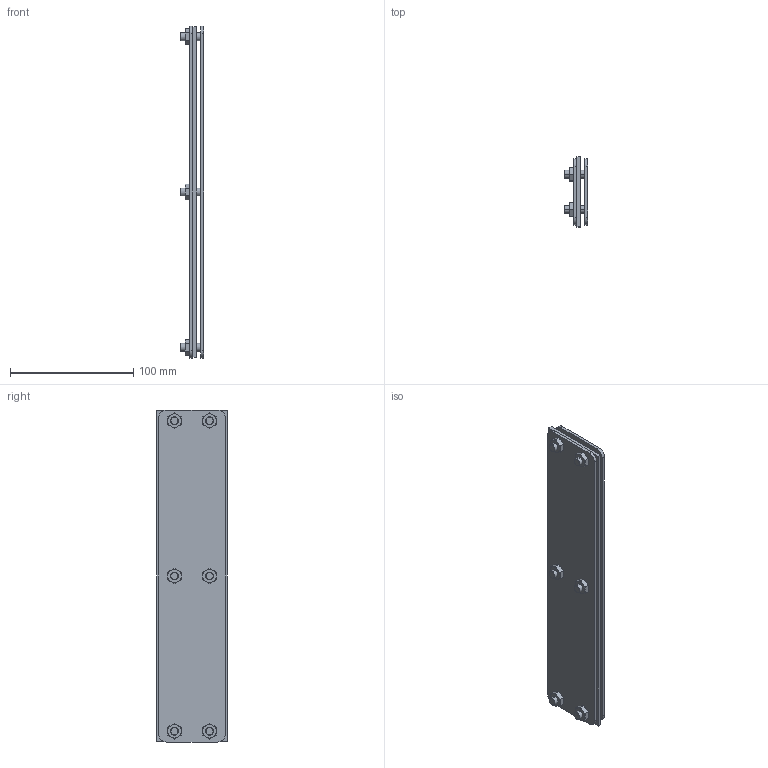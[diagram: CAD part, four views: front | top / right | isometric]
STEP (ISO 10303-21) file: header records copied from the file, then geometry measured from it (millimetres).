
FILE_DESCRIPTION (( 'STEP AP203' ), '1' );
FILE_NAME ('BPAK_Default.step', '2019-11-12T21:02:13', ( '' ), ( '' ), 'SwSTEP 2.0', 'SolidWorks 2019', '' );
FILE_SCHEMA (( 'CONFIG_CONTROL_DESIGN' ));
Length unit declared in the file: inch
Products named in the file (1): BPAK_Default
Bounding box: 19.05 x 57.15 x 269.88 mm (x, y, z)
Volume: 91610 mm3; surface area: 81040.2 mm2
Topology: 15 solids, 15 shells, 254 faces, 564 edges, 346 vertices
Faces by surface type: cone 90, plane 88, cylinder 76
Entity records: 7277 total; most frequent: CARTESIAN_POINT 1597, DIRECTION 1172, ORIENTED_EDGE 1128, EDGE_CURVE 564, AXIS2_PLACEMENT_3D 497, VERTEX_POINT 346, EDGE_LOOP 306, FACE_OUTER_BOUND 254
